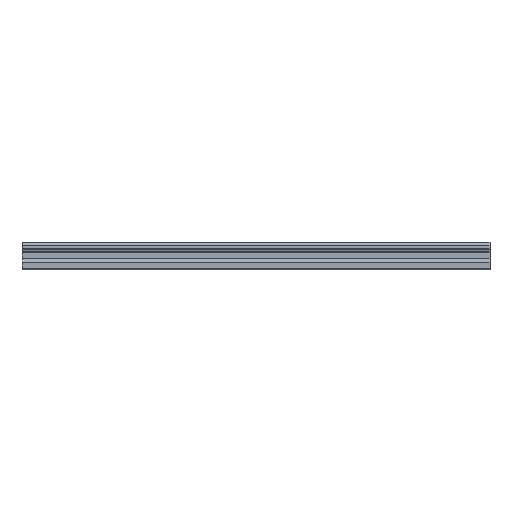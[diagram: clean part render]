
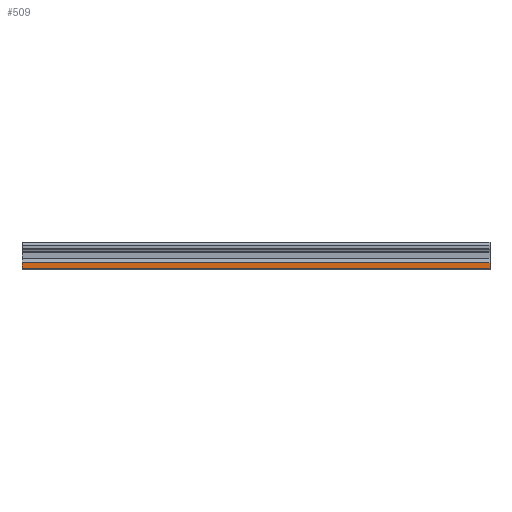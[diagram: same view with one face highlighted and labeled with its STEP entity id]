
A CAD part, top view. The second image highlights one B-rep face of the part: STEP entity #509.
In plain terms, the highlighted planar face has unit normal (0, 0, 1).
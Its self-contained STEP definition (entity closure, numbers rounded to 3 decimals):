
#15 = VERTEX_POINT ( 'NONE', #2953 ) ;
#38 = DIRECTION ( 'NONE',  ( 1., 0., 0. ) ) ;
#41 = CARTESIAN_POINT ( 'NONE',  ( -20., 6.586, 17. ) ) ;
#76 = LINE ( 'NONE', #1548, #746 ) ;
#81 = CARTESIAN_POINT ( 'NONE',  ( -20., 20.035, 17. ) ) ;
#85 = VECTOR ( 'NONE', #3314, 1000. ) ;
#267 = ORIENTED_EDGE ( 'NONE', *, *, #791, .T. ) ;
#316 = VECTOR ( 'NONE', #1130, 1000. ) ;
#509 = ADVANCED_FACE ( 'NONE', ( #3166 ), #847, .F. ) ;
#523 = CARTESIAN_POINT ( 'NONE',  ( 420., 6.586, 17. ) ) ;
#607 = DIRECTION ( 'NONE',  ( 0., -1., 0. ) ) ;
#652 = VERTEX_POINT ( 'NONE', #2374 ) ;
#746 = VECTOR ( 'NONE', #38, 1000. ) ;
#791 = EDGE_CURVE ( 'NONE', #2324, #652, #2098, .T. ) ;
#795 = CARTESIAN_POINT ( 'NONE',  ( 420., 1.5, 17. ) ) ;
#847 = PLANE ( 'NONE',  #2923 ) ;
#929 = CARTESIAN_POINT ( 'NONE',  ( 420., 20.035, 17. ) ) ;
#995 = EDGE_CURVE ( 'NONE', #652, #2423, #3220, .T. ) ;
#1115 = EDGE_CURVE ( 'NONE', #2324, #15, #76, .T. ) ;
#1130 = DIRECTION ( 'NONE',  ( 1., 0., 0. ) ) ;
#1330 = ORIENTED_EDGE ( 'NONE', *, *, #2390, .F. ) ;
#1548 = CARTESIAN_POINT ( 'NONE',  ( 420., 6.586, 17. ) ) ;
#1740 = ORIENTED_EDGE ( 'NONE', *, *, #995, .T. ) ;
#1855 = EDGE_LOOP ( 'NONE', ( #1740, #1330, #2294, #267 ) ) ;
#1984 = DIRECTION ( 'NONE',  ( -1., 0., 0. ) ) ;
#1995 = CARTESIAN_POINT ( 'NONE',  ( 420., 1.5, 17. ) ) ;
#2004 = DIRECTION ( 'NONE',  ( 0., 0., -1. ) ) ;
#2098 = LINE ( 'NONE', #81, #2375 ) ;
#2294 = ORIENTED_EDGE ( 'NONE', *, *, #1115, .F. ) ;
#2324 = VERTEX_POINT ( 'NONE', #41 ) ;
#2374 = CARTESIAN_POINT ( 'NONE',  ( -20., 1.5, 17. ) ) ;
#2375 = VECTOR ( 'NONE', #607, 1000. ) ;
#2390 = EDGE_CURVE ( 'NONE', #15, #2423, #3344, .T. ) ;
#2423 = VERTEX_POINT ( 'NONE', #795 ) ;
#2923 = AXIS2_PLACEMENT_3D ( 'NONE', #523, #2004, #1984 ) ;
#2953 = CARTESIAN_POINT ( 'NONE',  ( 420., 6.586, 17. ) ) ;
#3166 = FACE_OUTER_BOUND ( 'NONE', #1855, .T. ) ;
#3220 = LINE ( 'NONE', #1995, #316 ) ;
#3314 = DIRECTION ( 'NONE',  ( 0., -1., 0. ) ) ;
#3344 = LINE ( 'NONE', #929, #85 ) ;
